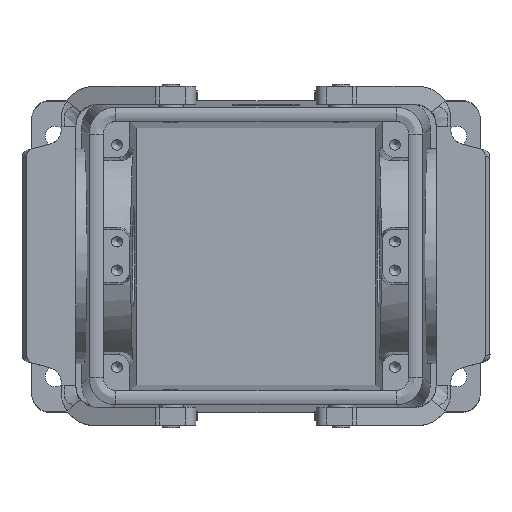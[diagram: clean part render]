
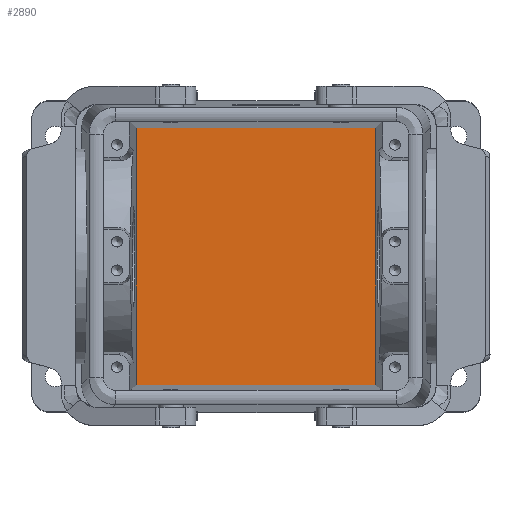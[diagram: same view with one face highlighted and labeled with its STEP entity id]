
A CAD part, top view. The second image highlights one B-rep face of the part: STEP entity #2890.
In plain terms, the highlighted planar face has unit normal (0, 0, 1).
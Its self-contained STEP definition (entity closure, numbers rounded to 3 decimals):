
#2478=FACE_OUTER_BOUND('',#3908,.T.);
#2890=ADVANCED_FACE('',(#2478),#3365,.T.);
#3365=PLANE('',#12178);
#3908=EDGE_LOOP('',(#4658,#4659,#4660,#4661));
#4658=ORIENTED_EDGE('',*,*,#8025,.T.);
#4659=ORIENTED_EDGE('',*,*,#8007,.F.);
#4660=ORIENTED_EDGE('',*,*,#8024,.F.);
#4661=ORIENTED_EDGE('',*,*,#8020,.T.);
#7137=VERTEX_POINT('',#15924);
#7138=VERTEX_POINT('',#15926);
#7146=VERTEX_POINT('',#15947);
#7147=VERTEX_POINT('',#15949);
#8007=EDGE_CURVE('',#7137,#7138,#9928,.T.);
#8020=EDGE_CURVE('',#7147,#7146,#9937,.T.);
#8024=EDGE_CURVE('',#7147,#7137,#9940,.T.);
#8025=EDGE_CURVE('',#7146,#7138,#9941,.T.);
#9928=LINE('',#15925,#10829);
#9937=LINE('',#15948,#10838);
#9940=LINE('',#15955,#10841);
#9941=LINE('',#15957,#10842);
#10829=VECTOR('',#13218,1.);
#10838=VECTOR('',#13237,1.);
#10841=VECTOR('',#13244,1.);
#10842=VECTOR('',#13247,1.);
#12178=AXIS2_PLACEMENT_3D('',#15959,#13250,#13251);
#13218=DIRECTION('',(0.,1.,0.));
#13237=DIRECTION('',(0.,1.,0.));
#13244=DIRECTION('',(-1.,0.,0.));
#13247=DIRECTION('',(-1.,0.,0.));
#13250=DIRECTION('',(0.,0.,1.));
#13251=DIRECTION('',(1.,0.,0.));
#15924=CARTESIAN_POINT('',(-33.45,-35.869,-72.55));
#15925=CARTESIAN_POINT('',(-33.45,0.,-72.55));
#15926=CARTESIAN_POINT('',(-33.45,35.869,-72.55));
#15947=CARTESIAN_POINT('',(33.45,35.869,-72.55));
#15948=CARTESIAN_POINT('',(33.45,0.,-72.55));
#15949=CARTESIAN_POINT('',(33.45,-35.869,-72.55));
#15955=CARTESIAN_POINT('',(-35.35,-35.869,-72.55));
#15957=CARTESIAN_POINT('',(0.,35.869,-72.55));
#15959=CARTESIAN_POINT('',(0.,0.,-72.55));
